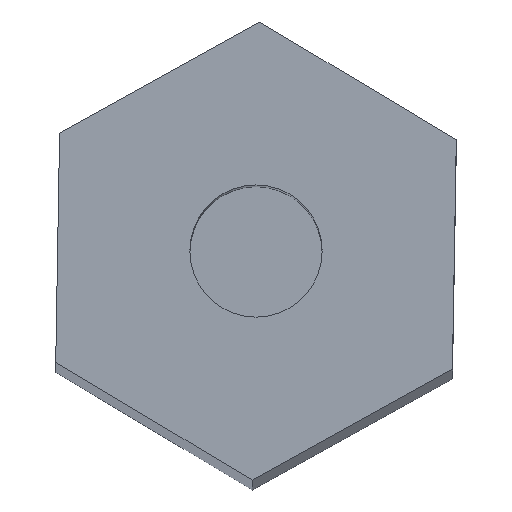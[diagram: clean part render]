
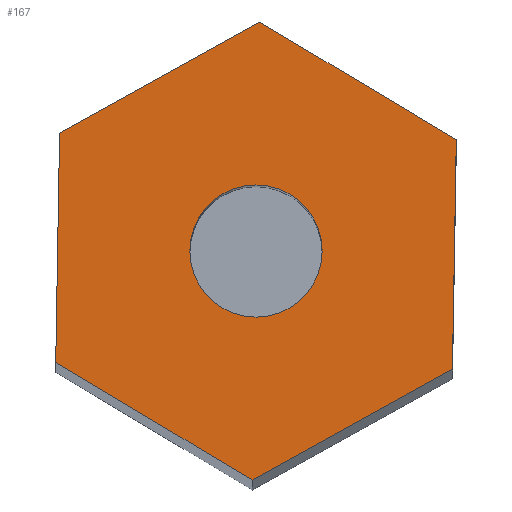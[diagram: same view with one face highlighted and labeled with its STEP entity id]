
A CAD part, top view. The second image highlights one B-rep face of the part: STEP entity #167.
In plain terms, the highlighted planar face has unit normal (0, 0, 1).
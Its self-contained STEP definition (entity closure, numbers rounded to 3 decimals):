
#15=FACE_BOUND('',#39,.T.);
#18=PLANE('',#193);
#28=FACE_OUTER_BOUND('',#38,.T.);
#38=EDGE_LOOP('',(#132,#133,#134,#135,#136,#137));
#39=EDGE_LOOP('',(#138));
#53=LINE('',#269,#72);
#54=LINE('',#271,#73);
#55=LINE('',#273,#74);
#56=LINE('',#275,#75);
#57=LINE('',#277,#76);
#58=LINE('',#278,#77);
#72=VECTOR('',#221,10.);
#73=VECTOR('',#222,10.);
#74=VECTOR('',#223,10.);
#75=VECTOR('',#224,10.);
#76=VECTOR('',#225,10.);
#77=VECTOR('',#226,10.);
#84=CIRCLE('',#189,1.);
#86=VERTEX_POINT('',#247);
#94=VERTEX_POINT('',#267);
#95=VERTEX_POINT('',#268);
#96=VERTEX_POINT('',#270);
#97=VERTEX_POINT('',#272);
#98=VERTEX_POINT('',#274);
#99=VERTEX_POINT('',#276);
#100=EDGE_CURVE('',#86,#86,#84,.T.);
#109=EDGE_CURVE('',#94,#95,#53,.F.);
#110=EDGE_CURVE('',#95,#96,#54,.F.);
#111=EDGE_CURVE('',#96,#97,#55,.F.);
#112=EDGE_CURVE('',#97,#98,#56,.F.);
#113=EDGE_CURVE('',#98,#99,#57,.F.);
#114=EDGE_CURVE('',#99,#94,#58,.F.);
#132=ORIENTED_EDGE('',*,*,#109,.T.);
#133=ORIENTED_EDGE('',*,*,#110,.T.);
#134=ORIENTED_EDGE('',*,*,#111,.T.);
#135=ORIENTED_EDGE('',*,*,#112,.T.);
#136=ORIENTED_EDGE('',*,*,#113,.T.);
#137=ORIENTED_EDGE('',*,*,#114,.T.);
#138=ORIENTED_EDGE('',*,*,#100,.T.);
#167=ADVANCED_FACE('',(#28,#15),#18,.T.);
#189=AXIS2_PLACEMENT_3D('',#248,#204,#205);
#193=AXIS2_PLACEMENT_3D('',#266,#219,#220);
#204=DIRECTION('center_axis',(0.,0.,-1.));
#205=DIRECTION('ref_axis',(-1.,0.,0.));
#219=DIRECTION('center_axis',(0.,0.,1.));
#220=DIRECTION('ref_axis',(1.,0.,0.));
#221=DIRECTION('',(-0.874,-0.485,0.));
#222=DIRECTION('',(-0.017,-1.,0.));
#223=DIRECTION('',(0.857,-0.514,0.));
#224=DIRECTION('',(0.874,0.485,0.));
#225=DIRECTION('',(0.017,1.,0.));
#226=DIRECTION('',(-0.857,0.514,0.));
#247=CARTESIAN_POINT('',(22.,0.,71.));
#248=CARTESIAN_POINT('Origin',(21.,0.,71.));
#266=CARTESIAN_POINT('Origin',(21.,0.,71.));
#267=CARTESIAN_POINT('',(20.942,-3.464,71.));
#268=CARTESIAN_POINT('',(23.971,-1.782,71.));
#269=CARTESIAN_POINT('',(21.8,-2.987,71.));
#270=CARTESIAN_POINT('',(24.029,1.681,71.));
#271=CARTESIAN_POINT('',(23.987,-0.8,71.));
#272=CARTESIAN_POINT('',(21.058,3.464,71.));
#273=CARTESIAN_POINT('',(23.187,2.187,71.));
#274=CARTESIAN_POINT('',(18.029,1.782,71.));
#275=CARTESIAN_POINT('',(20.2,2.987,71.));
#276=CARTESIAN_POINT('',(17.971,-1.681,71.));
#277=CARTESIAN_POINT('',(18.013,0.8,71.));
#278=CARTESIAN_POINT('',(18.813,-2.187,71.));
